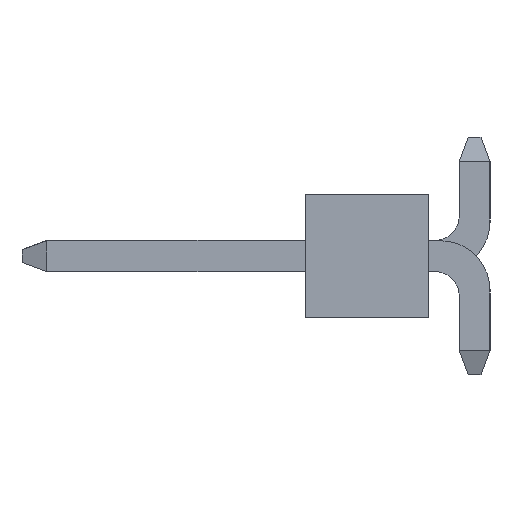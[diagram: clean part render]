
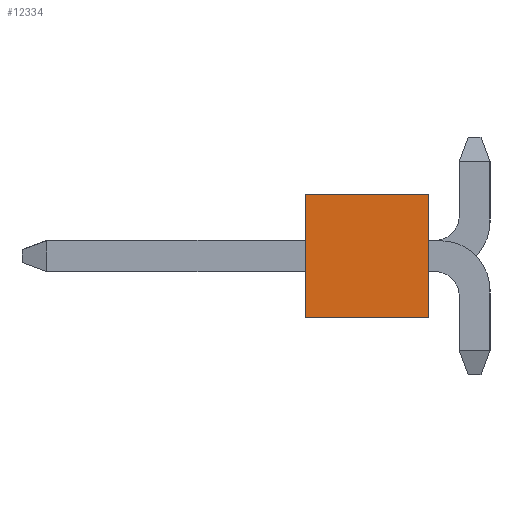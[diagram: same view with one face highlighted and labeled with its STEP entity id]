
A CAD part, left-side view. The second image highlights one B-rep face of the part: STEP entity #12334.
In plain terms, the highlighted planar face has unit normal (-1, 0, 0).
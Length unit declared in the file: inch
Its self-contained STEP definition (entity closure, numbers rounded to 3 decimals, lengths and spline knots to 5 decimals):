
#1227 = DIRECTION ( 'NONE',  ( 0., 0., 1. ) ) ;
#1510 = VERTEX_POINT ( 'NONE', #12583 ) ;
#1609 = EDGE_CURVE ( 'NONE', #1510, #7627, #6542, .T. ) ;
#1685 = ORIENTED_EDGE ( 'NONE', *, *, #14905, .T. ) ;
#2059 = VERTEX_POINT ( 'NONE', #2677 ) ;
#2179 = CARTESIAN_POINT ( 'NONE',  ( -0.05, 0.05, -0.05 ) ) ;
#2299 = VECTOR ( 'NONE', #1227, 39.37008 ) ;
#2677 = CARTESIAN_POINT ( 'NONE',  ( -0.05, -0.05, 0.05 ) ) ;
#2930 = ORIENTED_EDGE ( 'NONE', *, *, #7876, .F. ) ;
#3268 = CARTESIAN_POINT ( 'NONE',  ( -0.05, 0.05, -0.05 ) ) ;
#3370 = VECTOR ( 'NONE', #10870, 39.37008 ) ;
#3374 = DIRECTION ( 'NONE',  ( 0., 0., -1. ) ) ;
#3939 = ORIENTED_EDGE ( 'NONE', *, *, #1609, .T. ) ;
#3983 = LINE ( 'NONE', #11298, #13090 ) ;
#4188 = CARTESIAN_POINT ( 'NONE',  ( -0.05, -0.05, -0.05 ) ) ;
#4248 = CARTESIAN_POINT ( 'NONE',  ( -0.05, 0.05, 0.05 ) ) ;
#4273 = VERTEX_POINT ( 'NONE', #4248 ) ;
#4523 = PLANE ( 'NONE',  #5828 ) ;
#4954 = LINE ( 'NONE', #11020, #14051 ) ;
#5828 = AXIS2_PLACEMENT_3D ( 'NONE', #2179, #10494, #3374 ) ;
#6542 = LINE ( 'NONE', #3268, #3370 ) ;
#6571 = FACE_OUTER_BOUND ( 'NONE', #6884, .T. ) ;
#6884 = EDGE_LOOP ( 'NONE', ( #1685, #12743, #2930, #3939 ) ) ;
#7627 = VERTEX_POINT ( 'NONE', #4188 ) ;
#7876 = EDGE_CURVE ( 'NONE', #1510, #4273, #11393, .T. ) ;
#9542 = CARTESIAN_POINT ( 'NONE',  ( -0.05, 0.05, -0.05 ) ) ;
#10277 = EDGE_CURVE ( 'NONE', #4273, #2059, #3983, .T. ) ;
#10494 = DIRECTION ( 'NONE',  ( 1., 0., 0. ) ) ;
#10870 = DIRECTION ( 'NONE',  ( 0., -1., 0. ) ) ;
#11020 = CARTESIAN_POINT ( 'NONE',  ( -0.05, -0.05, -0.05 ) ) ;
#11298 = CARTESIAN_POINT ( 'NONE',  ( -0.05, 0.05, 0.05 ) ) ;
#11393 = LINE ( 'NONE', #9542, #2299 ) ;
#12334 = ADVANCED_FACE ( 'NONE', ( #6571 ), #4523, .F. ) ;
#12545 = DIRECTION ( 'NONE',  ( 0., -1., 0. ) ) ;
#12583 = CARTESIAN_POINT ( 'NONE',  ( -0.05, 0.05, -0.05 ) ) ;
#12743 = ORIENTED_EDGE ( 'NONE', *, *, #10277, .F. ) ;
#13090 = VECTOR ( 'NONE', #12545, 39.37008 ) ;
#14051 = VECTOR ( 'NONE', #14607, 39.37008 ) ;
#14607 = DIRECTION ( 'NONE',  ( 0., 0., 1. ) ) ;
#14905 = EDGE_CURVE ( 'NONE', #7627, #2059, #4954, .T. ) ;
